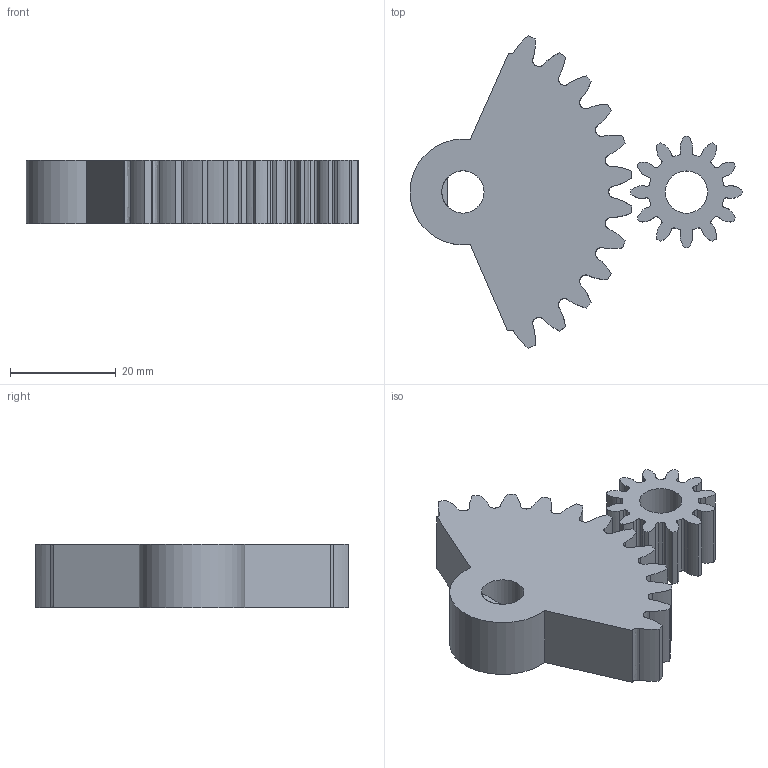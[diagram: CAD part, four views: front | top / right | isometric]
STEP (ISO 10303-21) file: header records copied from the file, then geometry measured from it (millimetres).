
FILE_DESCRIPTION(/* description */ (''),/* implementation_level */ '2;1');
FILE_NAME(/* name */ 'gear.step',/* time_stamp */ '2021-07-08T08:37:30+02:00',/* author */ (''),/* organization */ (''),/* preprocessor_version */ 'ST-DEVELOPER v18.1',/* originating_system */ 'Autodesk Translation Framework v10.9.0.1377',/* authorisation */ '');
FILE_SCHEMA (('AUTOMOTIVE_DESIGN { 1 0 10303 214 3 1 1 }'));
Length unit declared in the file: millimetre
Products named in the file (3): gear; Spur Gear (30 teeth); Spur Gear (12 teeth)
Assembly tree (2 placements, depth 2):
  gear
    Spur Gear (30 teeth)
    Spur Gear (12 teeth)
Bounding box: 62.73 x 59.03 x 12 mm (x, y, z)
Volume: 17806.9 mm3; surface area: 7642.8 mm2
Topology: 3 solids, 3 shells, 183 faces, 531 edges, 354 vertices
Faces by surface type: cylinder 77, bspline 72, plane 34
Full cylindrical faces by diameter (mm): 8 x2
Entity records: 20369 total; most frequent: CARTESIAN_POINT 16035, ORIENTED_EDGE 1062, DIRECTION 724, EDGE_CURVE 531, VERTEX_POINT 354, AXIS2_PLACEMENT_3D 270, EDGE_LOOP 187, LINE 184
